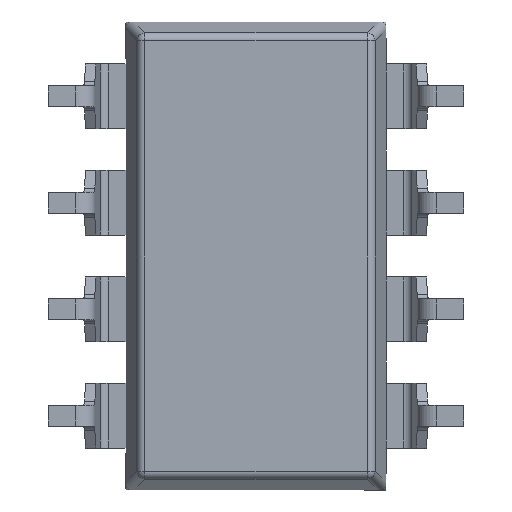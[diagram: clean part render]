
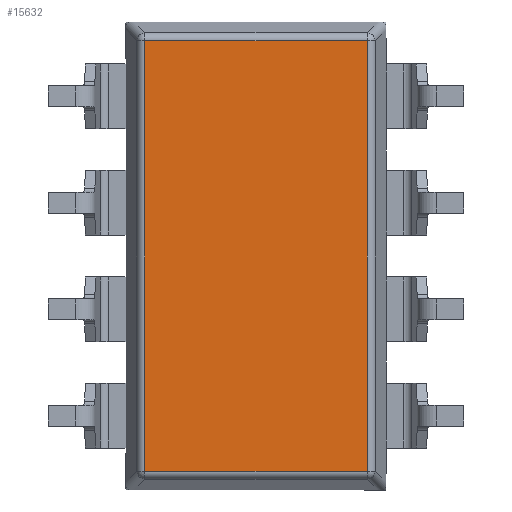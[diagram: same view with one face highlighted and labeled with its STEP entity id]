
A CAD part, front view. The second image highlights one B-rep face of the part: STEP entity #15632.
In plain terms, the highlighted planar face has unit normal (0, -1, 0).
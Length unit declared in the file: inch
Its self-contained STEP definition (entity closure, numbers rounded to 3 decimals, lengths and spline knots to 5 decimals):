
#5 = LINE ( 'NONE', #2635, #7031 ) ;
#496 = DIRECTION ( 'NONE',  ( 0., 0., 1. ) ) ;
#737 = PLANE ( 'NONE',  #1537 ) ;
#974 = VERTEX_POINT ( 'NONE', #1959 ) ;
#1537 = AXIS2_PLACEMENT_3D ( 'NONE', #1877, #6712, #496 ) ;
#1851 = CARTESIAN_POINT ( 'NONE',  ( 0.45781, -0.00421, -0.40959 ) ) ;
#1877 = CARTESIAN_POINT ( 'NONE',  ( 0.24612, -0.00421, -0.40758 ) ) ;
#1959 = CARTESIAN_POINT ( 'NONE',  ( 0.24905, -0.00421, -0.00556 ) ) ;
#2635 = CARTESIAN_POINT ( 'NONE',  ( 0.45781, -0.00421, -0.20959 ) ) ;
#3020 = EDGE_CURVE ( 'NONE', #13888, #974, #14929, .T. ) ;
#3503 = VECTOR ( 'NONE', #9926, 39.37008 ) ;
#3598 = EDGE_CURVE ( 'NONE', #12671, #4221, #6431, .T. ) ;
#4221 = VERTEX_POINT ( 'NONE', #5826 ) ;
#4298 = VECTOR ( 'NONE', #13640, 39.37008 ) ;
#4573 = EDGE_CURVE ( 'NONE', #12671, #13888, #5, .T. ) ;
#5826 = CARTESIAN_POINT ( 'NONE',  ( 0.24905, -0.00421, -0.40959 ) ) ;
#6174 = EDGE_CURVE ( 'NONE', #974, #4221, #7854, .T. ) ;
#6426 = ORIENTED_EDGE ( 'NONE', *, *, #3598, .F. ) ;
#6431 = LINE ( 'NONE', #13599, #3503 ) ;
#6496 = CARTESIAN_POINT ( 'NONE',  ( 0.24905, -0.00421, -0.00556 ) ) ;
#6712 = DIRECTION ( 'NONE',  ( 0., 1., 0. ) ) ;
#6783 = ORIENTED_EDGE ( 'NONE', *, *, #6174, .T. ) ;
#6805 = EDGE_LOOP ( 'NONE', ( #6783, #6426, #8367, #7151 ) ) ;
#7031 = VECTOR ( 'NONE', #11016, 39.37008 ) ;
#7151 = ORIENTED_EDGE ( 'NONE', *, *, #3020, .T. ) ;
#7854 = LINE ( 'NONE', #6496, #13449 ) ;
#8367 = ORIENTED_EDGE ( 'NONE', *, *, #4573, .T. ) ;
#9916 = DIRECTION ( 'NONE',  ( 0., 0., -1. ) ) ;
#9926 = DIRECTION ( 'NONE',  ( -1., 0., 0. ) ) ;
#10467 = FACE_OUTER_BOUND ( 'NONE', #6805, .T. ) ;
#11016 = DIRECTION ( 'NONE',  ( 0., 0., 1. ) ) ;
#11342 = CARTESIAN_POINT ( 'NONE',  ( 0.45781, -0.00421, -0.00556 ) ) ;
#11464 = CARTESIAN_POINT ( 'NONE',  ( 0.45781, -0.00421, -0.00556 ) ) ;
#12671 = VERTEX_POINT ( 'NONE', #1851 ) ;
#13449 = VECTOR ( 'NONE', #9916, 39.37008 ) ;
#13599 = CARTESIAN_POINT ( 'NONE',  ( 0.45781, -0.00421, -0.40959 ) ) ;
#13640 = DIRECTION ( 'NONE',  ( -1., 0., 0. ) ) ;
#13888 = VERTEX_POINT ( 'NONE', #11464 ) ;
#14929 = LINE ( 'NONE', #11342, #4298 ) ;
#15632 = ADVANCED_FACE ( 'NONE', ( #10467 ), #737, .F. ) ;
